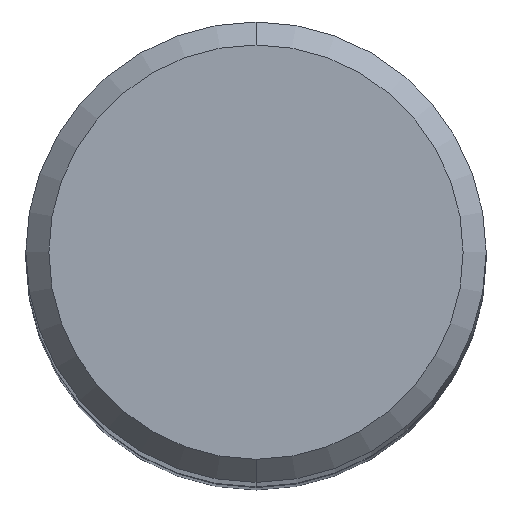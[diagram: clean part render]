
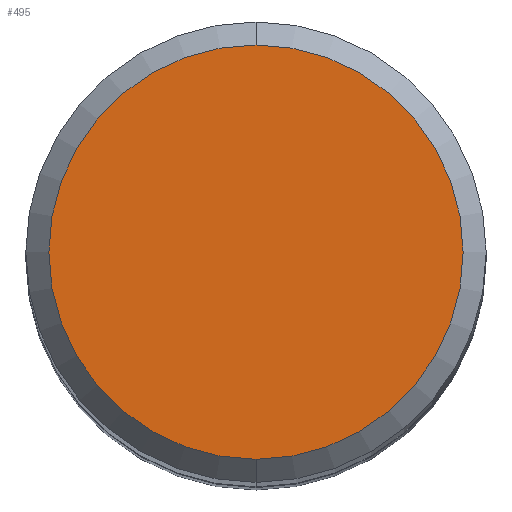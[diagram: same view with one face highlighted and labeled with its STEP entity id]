
A CAD part, top view. The second image highlights one B-rep face of the part: STEP entity #495.
In plain terms, the highlighted planar face has unit normal (0, 0, 1).
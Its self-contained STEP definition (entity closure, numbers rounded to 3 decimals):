
#381=EDGE_CURVE('',#489,#467,#786,.T.);
#467=VERTEX_POINT('',#882);
#489=VERTEX_POINT('',#905);
#495=ADVANCED_FACE('',(#911),#912,.T.);
#547=EDGE_CURVE('',#467,#489,#970,.T.);
#786=CIRCLE('',#1405,4.5);
#882=CARTESIAN_POINT('',(0.,-4.5,0.0));
#905=CARTESIAN_POINT('',(0.0,4.5,0.0));
#911=FACE_OUTER_BOUND('',#1623,.T.);
#912=PLANE('',#1624);
#970=CIRCLE('',#1703,4.5);
#1405=AXIS2_PLACEMENT_3D('',#1997,#1998,#1999);
#1623=EDGE_LOOP('',(#2140,#2141));
#1624=AXIS2_PLACEMENT_3D('',#2142,#2143,#2144);
#1703=AXIS2_PLACEMENT_3D('',#2226,#2227,#2228);
#1997=CARTESIAN_POINT('',(0.0,0.0,0.0));
#1998=DIRECTION('',(0.0,0.0,-1.0));
#1999=DIRECTION('',(0.0,1.0,0.0));
#2140=ORIENTED_EDGE('',*,*,#381,.F.);
#2141=ORIENTED_EDGE('',*,*,#547,.F.);
#2142=CARTESIAN_POINT('',(0.0,2.25,0.0));
#2143=DIRECTION('',(-0.0,0.0,1.0));
#2144=DIRECTION('',(0.0,-1.0,0.0));
#2226=CARTESIAN_POINT('',(0.0,0.0,0.0));
#2227=DIRECTION('',(0.0,0.0,-1.0));
#2228=DIRECTION('',(0.0,1.0,0.0));
